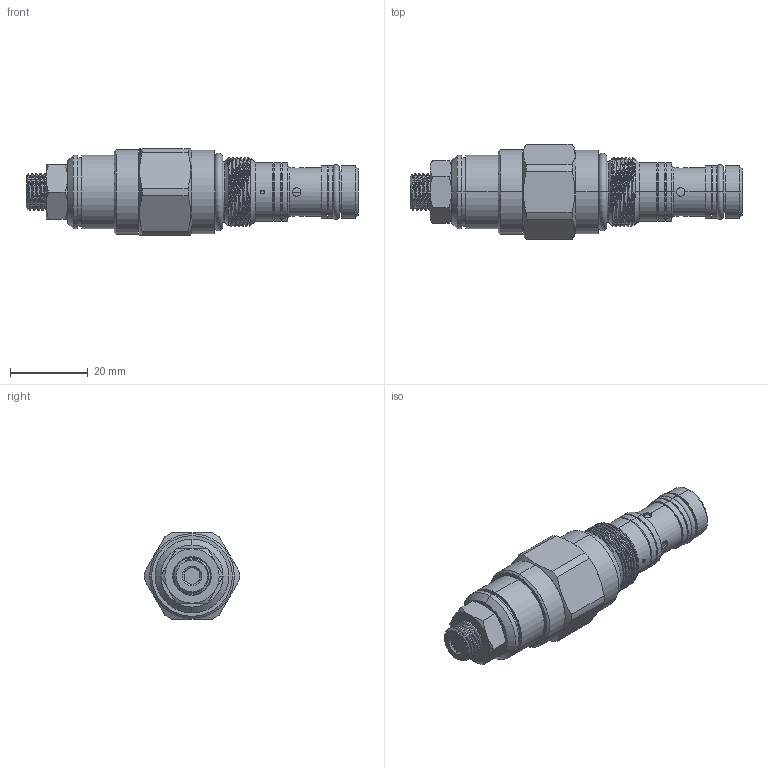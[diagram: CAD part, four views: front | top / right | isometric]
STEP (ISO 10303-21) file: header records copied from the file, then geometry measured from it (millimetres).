
FILE_DESCRIPTION (( 'STEP AP203' ), '1' );
FILE_NAME ('CA18MS3D-L.STEP', '2024-05-22T00:39:48', ( '' ), ( '' ), 'SwSTEP 2.0', 'SolidWorks 2018', '' );
FILE_SCHEMA (( 'CONFIG_CONTROL_DESIGN' ));
Length unit declared in the file: millimetre
Products named in the file (1): CA18MS3D-L
Bounding box: 85.58 x 24.59 x 22.22 mm (x, y, z)
Volume: 21088.2 mm3; surface area: 6432.1 mm2
Topology: 1 solids, 2 shells, 202 faces, 492 edges, 315 vertices
Faces by surface type: cylinder 96, plane 47, cone 44, torus 8, bspline 7
Entity records: 12831 total; most frequent: CARTESIAN_POINT 8244, ORIENTED_EDGE 980, DIRECTION 898, EDGE_CURVE 490, AXIS2_PLACEMENT_3D 370, VERTEX_POINT 315, EDGE_LOOP 227, FACE_OUTER_BOUND 202
